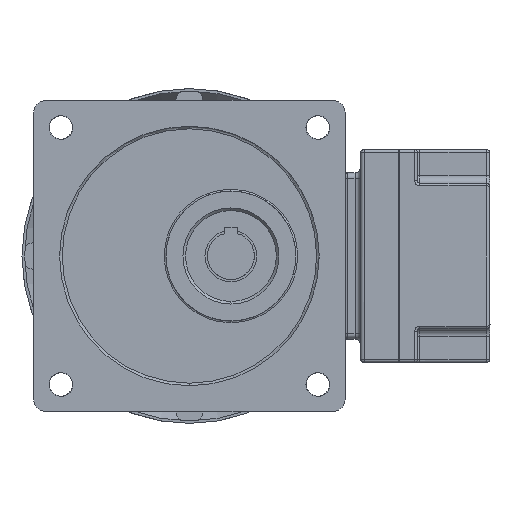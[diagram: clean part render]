
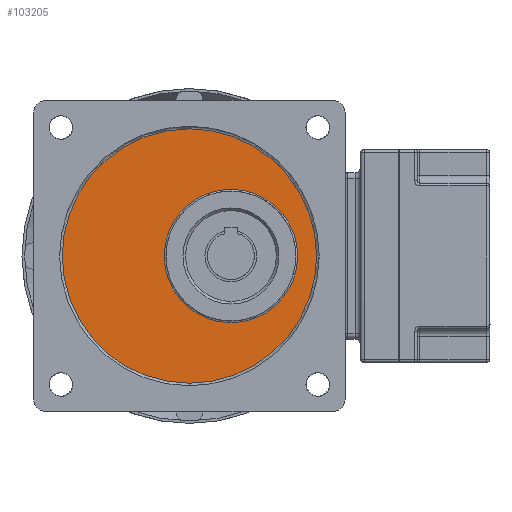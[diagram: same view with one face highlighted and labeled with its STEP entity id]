
A CAD part, front view. The second image highlights one B-rep face of the part: STEP entity #103205.
In plain terms, the highlighted planar face has unit normal (0, -1, 0).
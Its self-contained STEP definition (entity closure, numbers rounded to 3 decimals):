
#101575=CARTESIAN_POINT('',(0.,2.,0.));
#101576=DIRECTION('',(0.,-1.,0.));
#101577=DIRECTION('',(0.,0.,1.));
#101578=AXIS2_PLACEMENT_3D('',#101575,#101576,#101577);
#101585=CARTESIAN_POINT('',(0.,2.,0.));
#101586=DIRECTION('',(0.,-1.,0.));
#101587=DIRECTION('',(0.,0.,-1.));
#101588=AXIS2_PLACEMENT_3D('',#101585,#101586,#101587);
#101590=CARTESIAN_POINT('',(0.,2.,0.));
#101591=DIRECTION('',(0.,1.,0.));
#101592=DIRECTION('',(0.,0.,1.));
#101593=AXIS2_PLACEMENT_3D('',#101590,#101591,#101592);
#101595=CARTESIAN_POINT('',(0.,2.,0.));
#101596=DIRECTION('',(0.,1.,0.));
#101597=DIRECTION('',(0.,0.,-1.));
#101598=AXIS2_PLACEMENT_3D('',#101595,#101596,#101597);
#101600=CARTESIAN_POINT('',(-16.,2.,0.));
#101601=DIRECTION('',(0.,-1.,0.));
#101602=DIRECTION('',(-0.001,0.,1.));
#101603=AXIS2_PLACEMENT_3D('',#101600,#101601,#101602);
#101605=CARTESIAN_POINT('',(-16.,2.,0.));
#101606=DIRECTION('',(0.,-1.,0.));
#101607=DIRECTION('',(0.001,0.,-1.));
#101608=AXIS2_PLACEMENT_3D('',#101605,#101606,#101607);
#101610=CARTESIAN_POINT('',(-16.,2.,0.));
#101611=DIRECTION('',(0.,1.,0.));
#101612=DIRECTION('',(0.001,0.,-1.));
#101613=AXIS2_PLACEMENT_3D('',#101610,#101611,#101612);
#101630=CARTESIAN_POINT('',(-16.,2.,0.));
#101631=DIRECTION('',(0.,1.,0.));
#101632=DIRECTION('',(-0.001,0.,1.));
#101633=AXIS2_PLACEMENT_3D('',#101630,#101631,#101632);
#101846=CARTESIAN_POINT('',(-15.985,2.,-25.7));
#101847=CARTESIAN_POINT('',(-16.283,2.,-25.698));
#101848=VERTEX_POINT('',#101846);
#101849=VERTEX_POINT('',#101847);
#101850=CARTESIAN_POINT('',(-16.015,2.,25.7));
#101851=VERTEX_POINT('',#101850);
#101852=CARTESIAN_POINT('',(0.005,2.,49.));
#101853=CARTESIAN_POINT('',(0.386,2.,-48.998));
#101854=VERTEX_POINT('',#101852);
#101855=VERTEX_POINT('',#101853);
#101856=CARTESIAN_POINT('',(-0.005,2.,-49.));
#101857=VERTEX_POINT('',#101856);
#101858=CARTESIAN_POINT('',(-0.386,2.,48.998));
#101859=VERTEX_POINT('',#101858);
#101860=CARTESIAN_POINT('',(-15.717,2.,25.698));
#101861=VERTEX_POINT('',#101860);
#103184=CARTESIAN_POINT('',(0.,2.,0.));
#103185=DIRECTION('',(0.,-1.,0.));
#103186=DIRECTION('',(0.,0.,1.));
#103187=AXIS2_PLACEMENT_3D('',#103184,#103185,#103186);
#103188=PLANE('',#103187);
#103189=ORIENTED_EDGE('',*,*,#103178,.T.);
#103190=ORIENTED_EDGE('',*,*,#103176,.F.);
#103191=ORIENTED_EDGE('',*,*,#103162,.T.);
#103192=ORIENTED_EDGE('',*,*,#103160,.F.);
#103193=EDGE_LOOP('',(#103189,#103190,#103191,#103192));
#103194=FACE_OUTER_BOUND('',#103193,.F.);
#103196=ORIENTED_EDGE('',*,*,#103195,.T.);
#103198=ORIENTED_EDGE('',*,*,#103197,.F.);
#103200=ORIENTED_EDGE('',*,*,#103199,.T.);
#103202=ORIENTED_EDGE('',*,*,#103201,.F.);
#103203=EDGE_LOOP('',(#103196,#103198,#103200,#103202));
#103204=FACE_BOUND('',#103203,.F.);
#101579=CIRCLE('',#101578,49.);
#101589=CIRCLE('',#101588,49.);
#101594=CIRCLE('',#101593,49.);
#101599=CIRCLE('',#101598,49.);
#101604=CIRCLE('',#101603,25.7);
#101609=CIRCLE('',#101608,25.7);
#101614=CIRCLE('',#101613,25.7);
#101634=CIRCLE('',#101633,25.7);
#103160=EDGE_CURVE('',#101854,#101859,#101579,.T.);
#103162=EDGE_CURVE('',#101857,#101859,#101599,.T.);
#103176=EDGE_CURVE('',#101857,#101855,#101589,.T.);
#103178=EDGE_CURVE('',#101854,#101855,#101594,.T.);
#103195=EDGE_CURVE('',#101851,#101849,#101604,.T.);
#103197=EDGE_CURVE('',#101848,#101849,#101614,.T.);
#103199=EDGE_CURVE('',#101848,#101861,#101609,.T.);
#103201=EDGE_CURVE('',#101851,#101861,#101634,.T.);
#103205=ADVANCED_FACE('',(#103194,#103204),#103188,.T.);
